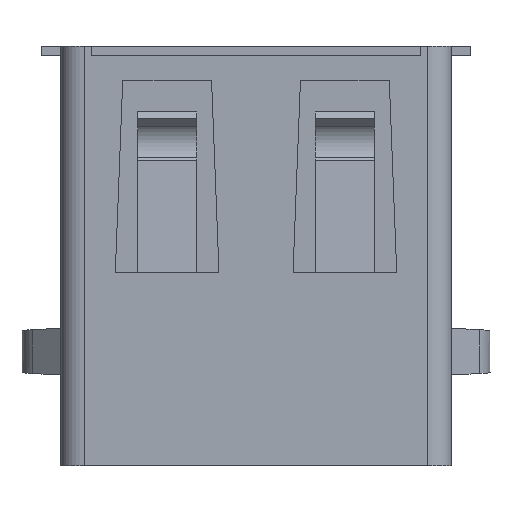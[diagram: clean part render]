
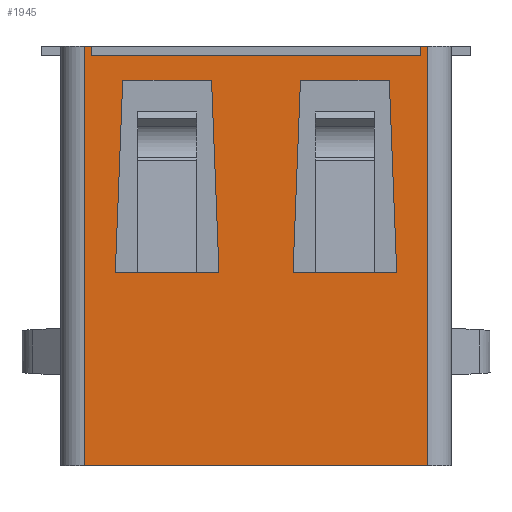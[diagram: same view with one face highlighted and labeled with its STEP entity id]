
A CAD part, top view. The second image highlights one B-rep face of the part: STEP entity #1945.
In plain terms, the highlighted planar face has unit normal (0, 0, 1).
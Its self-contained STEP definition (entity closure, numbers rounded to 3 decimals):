
#911=CARTESIAN_POINT('',(-4.0,2.605,6.9));
#912=VERTEX_POINT('',#911);
#927=CARTESIAN_POINT('',(-4.75,2.605,6.9));
#928=VERTEX_POINT('',#927);
#935=CARTESIAN_POINT('',(-4.75,2.605,6.9));
#936=DIRECTION('',(1.0,-0.0,-0.0));
#937=VECTOR('',#936,1.0);
#938=LINE('',#935,#937);
#939=EDGE_CURVE('n� 3247',#928,#912,#938,.T.);
#991=CARTESIAN_POINT('',(2.0,2.605,6.9));
#992=VERTEX_POINT('',#991);
#1007=CARTESIAN_POINT('',(1.25,2.605,6.9));
#1008=VERTEX_POINT('',#1007);
#1015=CARTESIAN_POINT('',(4.75,2.605,6.9));
#1016=DIRECTION('',(1.0,0.0,-0.0));
#1017=VECTOR('',#1016,1.0);
#1018=LINE('',#1015,#1017);
#1019=EDGE_CURVE('n� 2973',#1008,#992,#1018,.T.);
#1646=CARTESIAN_POINT('',(5.8,10.255,6.9));
#1647=VERTEX_POINT('',#1646);
#1648=CARTESIAN_POINT('',(5.56,10.255,6.9));
#1649=VERTEX_POINT('',#1648);
#1650=CARTESIAN_POINT('',(6.6,10.255,6.9));
#1651=DIRECTION('',(-1.0,0.0,0.0));
#1652=VECTOR('',#1651,1.0);
#1653=LINE('',#1650,#1652);
#1654=EDGE_CURVE('n� 663',#1647,#1649,#1653,.T.);
#1737=CARTESIAN_POINT('',(-5.8,10.255,6.9));
#1738=VERTEX_POINT('',#1737);
#1746=CARTESIAN_POINT('',(-5.56,10.255,6.9));
#1747=VERTEX_POINT('',#1746);
#1748=CARTESIAN_POINT('',(6.6,10.255,6.9));
#1749=DIRECTION('',(-1.0,0.0,0.0));
#1750=VECTOR('',#1749,1.0);
#1751=LINE('',#1748,#1750);
#1752=EDGE_CURVE('n� 130',#1747,#1738,#1751,.T.);
#1786=CARTESIAN_POINT('',(5.8,-3.905,6.9));
#1787=VERTEX_POINT('',#1786);
#1795=CARTESIAN_POINT('',(-5.8,-3.905,6.9));
#1796=VERTEX_POINT('',#1795);
#1797=CARTESIAN_POINT('',(6.6,-3.905,6.9));
#1798=DIRECTION('',(1.0,0.0,-0.0));
#1799=VECTOR('',#1798,1.0);
#1800=LINE('',#1797,#1799);
#1801=EDGE_CURVE('n� 657',#1796,#1787,#1800,.T.);
#1819=CARTESIAN_POINT('',(-4.5,9.105,6.9));
#1820=VERTEX_POINT('',#1819);
#1821=CARTESIAN_POINT('',(-4.5,9.105,6.9));
#1822=DIRECTION('',(-0.038,-0.999,0.0));
#1823=VECTOR('',#1822,1.0);
#1824=LINE('',#1821,#1823);
#1825=EDGE_CURVE('n� 3244',#1820,#928,#1824,.T.);
#1826=ORIENTED_EDGE('',*,*,#1825,.F.);
#1827=CARTESIAN_POINT('',(-1.5,9.105,6.9));
#1828=VERTEX_POINT('',#1827);
#1829=CARTESIAN_POINT('',(-4.5,9.105,6.9));
#1830=DIRECTION('',(-1.0,0.0,0.0));
#1831=VECTOR('',#1830,1.0);
#1832=LINE('',#1829,#1831);
#1833=EDGE_CURVE('n� 3253',#1828,#1820,#1832,.T.);
#1834=ORIENTED_EDGE('',*,*,#1833,.F.);
#1835=CARTESIAN_POINT('',(-1.25,2.605,6.9));
#1836=VERTEX_POINT('',#1835);
#1837=CARTESIAN_POINT('',(-1.5,9.105,6.9));
#1838=DIRECTION('',(-0.038,0.999,-0.0));
#1839=VECTOR('',#1838,1.0);
#1840=LINE('',#1837,#1839);
#1841=EDGE_CURVE('n� 3250',#1836,#1828,#1840,.T.);
#1842=ORIENTED_EDGE('',*,*,#1841,.F.);
#1843=CARTESIAN_POINT('',(-2.0,2.605,6.9));
#1844=VERTEX_POINT('',#1843);
#1845=CARTESIAN_POINT('',(-4.75,2.605,6.9));
#1846=DIRECTION('',(1.0,0.0,-0.0));
#1847=VECTOR('',#1846,1.0);
#1848=LINE('',#1845,#1847);
#1849=EDGE_CURVE('n� 4009',#1844,#1836,#1848,.T.);
#1850=ORIENTED_EDGE('',*,*,#1849,.F.);
#1851=CARTESIAN_POINT('',(-4.0,2.605,6.9));
#1852=DIRECTION('',(1.0,0.0,-0.0));
#1853=VECTOR('',#1852,1.0);
#1854=LINE('',#1851,#1853);
#1855=EDGE_CURVE('n� 4039',#912,#1844,#1854,.T.);
#1856=ORIENTED_EDGE('',*,*,#1855,.F.);
#1857=ORIENTED_EDGE('',*,*,#939,.F.);
#1858=EDGE_LOOP('',(#1826,#1834,#1842,#1850,#1856,#1857));
#1859=FACE_OUTER_BOUND('',#1858,.T.);
#1860=CARTESIAN_POINT('',(4.5,9.105,6.9));
#1861=VERTEX_POINT('',#1860);
#1862=CARTESIAN_POINT('',(1.5,9.105,6.9));
#1863=VERTEX_POINT('',#1862);
#1864=CARTESIAN_POINT('',(4.5,9.105,6.9));
#1865=DIRECTION('',(-1.0,0.0,0.0));
#1866=VECTOR('',#1865,1.0);
#1867=LINE('',#1864,#1866);
#1868=EDGE_CURVE('n� 2967',#1861,#1863,#1867,.T.);
#1869=ORIENTED_EDGE('',*,*,#1868,.F.);
#1870=CARTESIAN_POINT('',(4.75,2.605,6.9));
#1871=VERTEX_POINT('',#1870);
#1872=CARTESIAN_POINT('',(4.5,9.105,6.9));
#1873=DIRECTION('',(-0.038,0.999,-0.0));
#1874=VECTOR('',#1873,1.0);
#1875=LINE('',#1872,#1874);
#1876=EDGE_CURVE('n� 2976',#1871,#1861,#1875,.T.);
#1877=ORIENTED_EDGE('',*,*,#1876,.F.);
#1878=CARTESIAN_POINT('',(4.0,2.605,6.9));
#1879=VERTEX_POINT('',#1878);
#1880=CARTESIAN_POINT('',(4.75,2.605,6.9));
#1881=DIRECTION('',(1.0,0.0,-0.0));
#1882=VECTOR('',#1881,1.0);
#1883=LINE('',#1880,#1882);
#1884=EDGE_CURVE('n� 3464',#1879,#1871,#1883,.T.);
#1885=ORIENTED_EDGE('',*,*,#1884,.F.);
#1886=CARTESIAN_POINT('',(2.0,2.605,6.9));
#1887=DIRECTION('',(1.0,0.0,-0.0));
#1888=VECTOR('',#1887,1.0);
#1889=LINE('',#1886,#1888);
#1890=EDGE_CURVE('n� 3495',#992,#1879,#1889,.T.);
#1891=ORIENTED_EDGE('',*,*,#1890,.F.);
#1892=ORIENTED_EDGE('',*,*,#1019,.F.);
#1893=CARTESIAN_POINT('',(1.5,9.105,6.9));
#1894=DIRECTION('',(-0.038,-0.999,0.0));
#1895=VECTOR('',#1894,1.0);
#1896=LINE('',#1893,#1895);
#1897=EDGE_CURVE('n� 2970',#1863,#1008,#1896,.T.);
#1898=ORIENTED_EDGE('',*,*,#1897,.F.);
#1899=EDGE_LOOP('',(#1869,#1877,#1885,#1891,#1892,#1898));
#1900=FACE_BOUND('',#1899,.T.);
#1901=ORIENTED_EDGE('',*,*,#1801,.T.);
#1902=CARTESIAN_POINT('',(5.8,10.255,6.9));
#1903=DIRECTION('',(-0.0,1.0,-0.0));
#1904=VECTOR('',#1903,1.0);
#1905=LINE('',#1902,#1904);
#1906=EDGE_CURVE('n� 671',#1787,#1647,#1905,.T.);
#1907=ORIENTED_EDGE('',*,*,#1906,.T.);
#1908=ORIENTED_EDGE('',*,*,#1654,.T.);
#1909=CARTESIAN_POINT('',(5.56,9.935,6.9));
#1910=VERTEX_POINT('',#1909);
#1911=CARTESIAN_POINT('',(5.56,9.935,6.9));
#1912=DIRECTION('',(0.0,1.0,-0.0));
#1913=VECTOR('',#1912,1.0);
#1914=LINE('',#1911,#1913);
#1915=EDGE_CURVE('n� 150',#1910,#1649,#1914,.T.);
#1916=ORIENTED_EDGE('',*,*,#1915,.F.);
#1917=CARTESIAN_POINT('',(-5.56,9.935,6.9));
#1918=VERTEX_POINT('',#1917);
#1919=CARTESIAN_POINT('',(5.56,9.935,6.9));
#1920=DIRECTION('',(-1.0,0.0,0.0));
#1921=VECTOR('',#1920,1.0);
#1922=LINE('',#1919,#1921);
#1923=EDGE_CURVE('n� 159',#1910,#1918,#1922,.T.);
#1924=ORIENTED_EDGE('',*,*,#1923,.T.);
#1925=CARTESIAN_POINT('',(-5.56,9.935,6.9));
#1926=DIRECTION('',(0.0,1.0,-0.0));
#1927=VECTOR('',#1926,1.0);
#1928=LINE('',#1925,#1927);
#1929=EDGE_CURVE('n� 162',#1918,#1747,#1928,.T.);
#1930=ORIENTED_EDGE('',*,*,#1929,.T.);
#1931=ORIENTED_EDGE('',*,*,#1752,.T.);
#1932=CARTESIAN_POINT('',(-5.8,-3.905,6.9));
#1933=DIRECTION('',(0.0,-1.0,0.0));
#1934=VECTOR('',#1933,1.0);
#1935=LINE('',#1932,#1934);
#1936=EDGE_CURVE('n� 666',#1738,#1796,#1935,.T.);
#1937=ORIENTED_EDGE('',*,*,#1936,.T.);
#1938=EDGE_LOOP('',(#1901,#1907,#1908,#1916,#1924,#1930,#1931,#1937));
#1939=FACE_BOUND('',#1938,.T.);
#1940=CARTESIAN_POINT('',(6.6,10.255,6.9));
#1941=DIRECTION('',(0.0,0.0,1.0));
#1942=DIRECTION('',(-0.0,1.0,-0.0));
#1943=AXIS2_PLACEMENT_3D('',#1940,#1941,#1942);
#1944=PLANE('',#1943);
#1945=ADVANCED_FACE('n� 1',(#1859,#1900,#1939),#1944,.T.);
